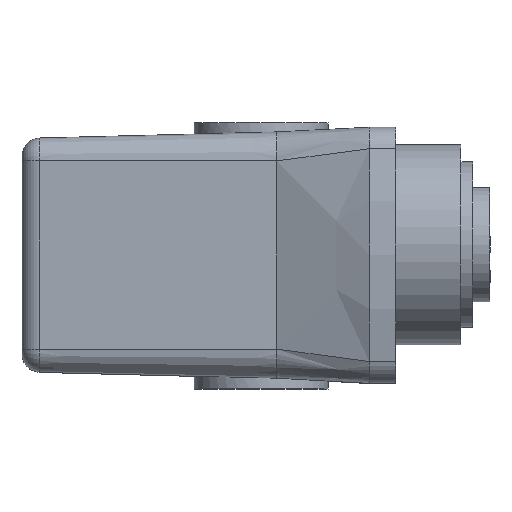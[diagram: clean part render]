
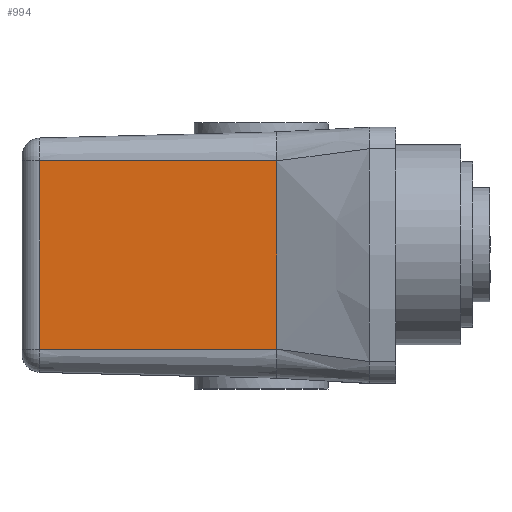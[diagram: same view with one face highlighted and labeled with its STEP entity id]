
A CAD part, top view. The second image highlights one B-rep face of the part: STEP entity #994.
In plain terms, the highlighted planar face has unit normal (-0.026, 0, 1).
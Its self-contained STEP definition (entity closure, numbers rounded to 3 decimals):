
#160 = LINE ( 'NONE', #2431, #2589 ) ;
#460 = CARTESIAN_POINT ( 'NONE',  ( -56.958, 223.323, 31.882 ) ) ;
#548 = DIRECTION ( 'NONE',  ( -0.026, 0., 1. ) ) ;
#921 = ORIENTED_EDGE ( 'NONE', *, *, #4127, .F. ) ;
#994 = ADVANCED_FACE ( 'NONE', ( #2057 ), #4347, .T. ) ;
#1313 = CARTESIAN_POINT ( 'NONE',  ( -50.771, 223.323, 32.041 ) ) ;
#1367 = CARTESIAN_POINT ( 'NONE',  ( -50.771, 157.537, 32.041 ) ) ;
#1407 = DIRECTION ( 'NONE',  ( 0., -1., 0. ) ) ;
#1581 = EDGE_CURVE ( 'NONE', #3717, #6089, #4850, .T. ) ;
#1656 = CARTESIAN_POINT ( 'NONE',  ( -56.958, 157.537, 31.882 ) ) ;
#1667 = AXIS2_PLACEMENT_3D ( 'NONE', #3740, #548, #3776 ) ;
#1732 = LINE ( 'NONE', #1656, #3543 ) ;
#2057 = FACE_OUTER_BOUND ( 'NONE', #4142, .T. ) ;
#2135 = DIRECTION ( 'NONE',  ( 1., 0., 0.026 ) ) ;
#2205 = LINE ( 'NONE', #460, #6771 ) ;
#2431 = CARTESIAN_POINT ( 'NONE',  ( 32.163, 190.43, 34.168 ) ) ;
#2589 = VECTOR ( 'NONE', #3031, 1000. ) ;
#2680 = CARTESIAN_POINT ( 'NONE',  ( -50.771, 157.537, 32.041 ) ) ;
#2858 = EDGE_CURVE ( 'NONE', #3717, #3077, #2205, .T. ) ;
#3031 = DIRECTION ( 'NONE',  ( 0., -1., 0. ) ) ;
#3077 = VERTEX_POINT ( 'NONE', #3405 ) ;
#3405 = CARTESIAN_POINT ( 'NONE',  ( 32.163, 223.323, 34.168 ) ) ;
#3420 = CARTESIAN_POINT ( 'NONE',  ( 32.163, 157.537, 34.168 ) ) ;
#3543 = VECTOR ( 'NONE', #6305, 1000. ) ;
#3717 = VERTEX_POINT ( 'NONE', #1313 ) ;
#3740 = CARTESIAN_POINT ( 'NONE',  ( -12.398, 157.537, 33.025 ) ) ;
#3776 = DIRECTION ( 'NONE',  ( 0., -1., 0. ) ) ;
#3800 = EDGE_CURVE ( 'NONE', #3077, #6987, #160, .T. ) ;
#4127 = EDGE_CURVE ( 'NONE', #6987, #6089, #1732, .T. ) ;
#4142 = EDGE_LOOP ( 'NONE', ( #921, #6976, #4178, #6125 ) ) ;
#4178 = ORIENTED_EDGE ( 'NONE', *, *, #2858, .F. ) ;
#4347 = PLANE ( 'NONE',  #1667 ) ;
#4850 = LINE ( 'NONE', #1367, #6816 ) ;
#6089 = VERTEX_POINT ( 'NONE', #2680 ) ;
#6125 = ORIENTED_EDGE ( 'NONE', *, *, #1581, .T. ) ;
#6305 = DIRECTION ( 'NONE',  ( -1., 0., -0.026 ) ) ;
#6771 = VECTOR ( 'NONE', #2135, 1000. ) ;
#6816 = VECTOR ( 'NONE', #1407, 1000. ) ;
#6976 = ORIENTED_EDGE ( 'NONE', *, *, #3800, .F. ) ;
#6987 = VERTEX_POINT ( 'NONE', #3420 ) ;
